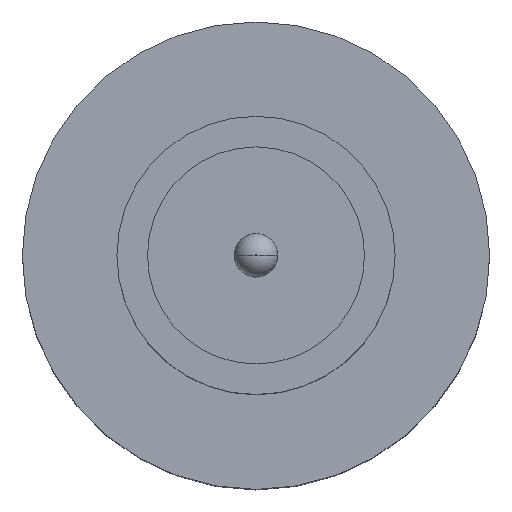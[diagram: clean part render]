
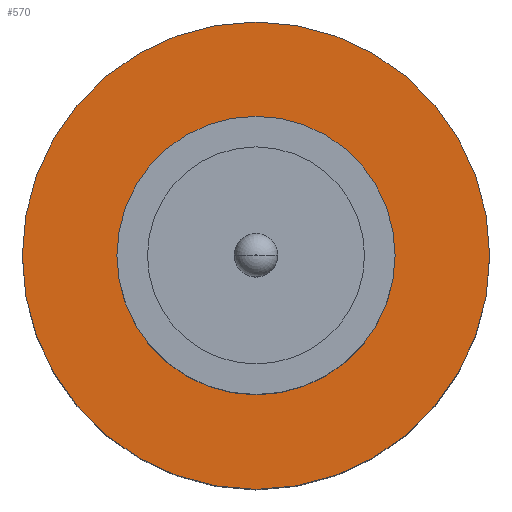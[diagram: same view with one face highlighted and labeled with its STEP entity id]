
A CAD part, top view. The second image highlights one B-rep face of the part: STEP entity #570.
In plain terms, the highlighted planar face has unit normal (0, 0, 1).
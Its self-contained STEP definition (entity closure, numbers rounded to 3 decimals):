
#3 = CIRCLE ( 'NONE', #980, 2.1 ) ;
#8 = ORIENTED_EDGE ( 'NONE', *, *, #43, .F. ) ;
#43 = EDGE_CURVE ( 'NONE', #537, #660, #165, .T. ) ;
#49 = DIRECTION ( 'NONE',  ( 1., 0., 0. ) ) ;
#112 = CARTESIAN_POINT ( 'NONE',  ( 0., 0., 1.55 ) ) ;
#140 = ORIENTED_EDGE ( 'NONE', *, *, #863, .T. ) ;
#141 = AXIS2_PLACEMENT_3D ( 'NONE', #618, #933, #540 ) ;
#155 = EDGE_CURVE ( 'NONE', #660, #537, #210, .T. ) ;
#165 = CIRCLE ( 'NONE', #1009, 1.25 ) ;
#168 = ORIENTED_EDGE ( 'NONE', *, *, #644, .T. ) ;
#210 = CIRCLE ( 'NONE', #536, 1.25 ) ;
#213 = AXIS2_PLACEMENT_3D ( 'NONE', #112, #733, #809 ) ;
#224 = CARTESIAN_POINT ( 'NONE',  ( 2.1, 0., 1.55 ) ) ;
#246 = DIRECTION ( 'NONE',  ( 0., 0., 1. ) ) ;
#282 = FACE_BOUND ( 'NONE', #677, .T. ) ;
#366 = FACE_OUTER_BOUND ( 'NONE', #372, .T. ) ;
#372 = EDGE_LOOP ( 'NONE', ( #140, #168 ) ) ;
#438 = CARTESIAN_POINT ( 'NONE',  ( -1.25, 0., 1.55 ) ) ;
#472 = DIRECTION ( 'NONE',  ( 1., 0., 0. ) ) ;
#497 = PLANE ( 'NONE',  #213 ) ;
#536 = AXIS2_PLACEMENT_3D ( 'NONE', #866, #246, #472 ) ;
#537 = VERTEX_POINT ( 'NONE', #962 ) ;
#540 = DIRECTION ( 'NONE',  ( 1., 0., 0. ) ) ;
#570 = ADVANCED_FACE ( 'NONE', ( #282, #366 ), #497, .T. ) ;
#589 = VERTEX_POINT ( 'NONE', #912 ) ;
#618 = CARTESIAN_POINT ( 'NONE',  ( 0., 0., 1.55 ) ) ;
#644 = EDGE_CURVE ( 'NONE', #958, #589, #3, .T. ) ;
#660 = VERTEX_POINT ( 'NONE', #438 ) ;
#661 = DIRECTION ( 'NONE',  ( 1., 0., 0. ) ) ;
#677 = EDGE_LOOP ( 'NONE', ( #8, #903 ) ) ;
#733 = DIRECTION ( 'NONE',  ( 0., 0., 1. ) ) ;
#739 = CARTESIAN_POINT ( 'NONE',  ( 0., 0., 1.55 ) ) ;
#809 = DIRECTION ( 'NONE',  ( 1., 0., 0. ) ) ;
#822 = DIRECTION ( 'NONE',  ( 0., 0., 1. ) ) ;
#863 = EDGE_CURVE ( 'NONE', #589, #958, #922, .T. ) ;
#866 = CARTESIAN_POINT ( 'NONE',  ( 0., 0., 1.55 ) ) ;
#903 = ORIENTED_EDGE ( 'NONE', *, *, #155, .F. ) ;
#912 = CARTESIAN_POINT ( 'NONE',  ( -2.1, 0., 1.55 ) ) ;
#916 = CARTESIAN_POINT ( 'NONE',  ( 0., 0., 1.55 ) ) ;
#922 = CIRCLE ( 'NONE', #141, 2.1 ) ;
#933 = DIRECTION ( 'NONE',  ( 0., 0., 1. ) ) ;
#958 = VERTEX_POINT ( 'NONE', #224 ) ;
#962 = CARTESIAN_POINT ( 'NONE',  ( 1.25, 0., 1.55 ) ) ;
#977 = DIRECTION ( 'NONE',  ( 0., 0., 1. ) ) ;
#980 = AXIS2_PLACEMENT_3D ( 'NONE', #739, #977, #49 ) ;
#1009 = AXIS2_PLACEMENT_3D ( 'NONE', #916, #822, #661 ) ;
